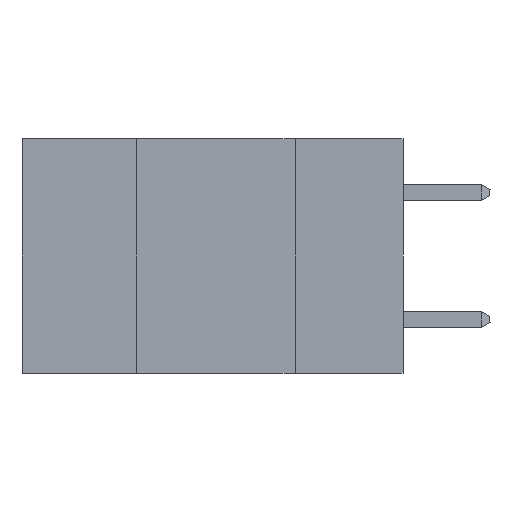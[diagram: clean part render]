
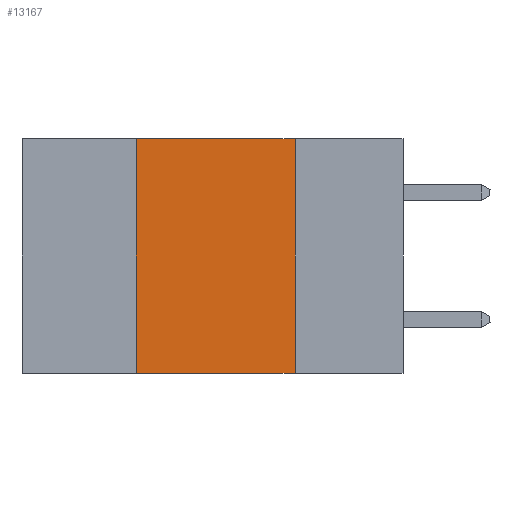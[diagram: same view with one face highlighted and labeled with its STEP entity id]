
A CAD part, left-side view. The second image highlights one B-rep face of the part: STEP entity #13167.
In plain terms, the highlighted planar face has unit normal (-1, 0, 0).
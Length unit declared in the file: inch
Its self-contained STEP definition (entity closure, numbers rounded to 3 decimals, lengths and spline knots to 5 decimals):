
#419 = EDGE_CURVE ( 'NONE', #3548, #10810, #9666, .T. ) ;
#580 = DIRECTION ( 'NONE',  ( 1., 0., 0. ) ) ;
#681 = FACE_OUTER_BOUND ( 'NONE', #3259, .T. ) ;
#1058 = ORIENTED_EDGE ( 'NONE', *, *, #7507, .F. ) ;
#1627 = VERTEX_POINT ( 'NONE', #6146 ) ;
#1700 = VECTOR ( 'NONE', #8472, 39.37008 ) ;
#2119 = VECTOR ( 'NONE', #14973, 39.37008 ) ;
#2417 = CARTESIAN_POINT ( 'NONE',  ( 0., 0.17, 0. ) ) ;
#2704 = LINE ( 'NONE', #3920, #11931 ) ;
#2922 = LINE ( 'NONE', #2417, #2119 ) ;
#3127 = CARTESIAN_POINT ( 'NONE',  ( 0., 0.6, 0. ) ) ;
#3259 = EDGE_LOOP ( 'NONE', ( #3282, #14211, #1058, #4957 ) ) ;
#3282 = ORIENTED_EDGE ( 'NONE', *, *, #7023, .F. ) ;
#3548 = VERTEX_POINT ( 'NONE', #13363 ) ;
#3920 = CARTESIAN_POINT ( 'NONE',  ( 0., 0.6, -0.37 ) ) ;
#4957 = ORIENTED_EDGE ( 'NONE', *, *, #7744, .T. ) ;
#5185 = DIRECTION ( 'NONE',  ( 0., -1., 0. ) ) ;
#5340 = DIRECTION ( 'NONE',  ( 0., -1., 0. ) ) ;
#5408 = CARTESIAN_POINT ( 'NONE',  ( 0., 0.17, -0.37 ) ) ;
#5955 = VECTOR ( 'NONE', #5340, 39.37008 ) ;
#6146 = CARTESIAN_POINT ( 'NONE',  ( 0., 0.42, -0.37 ) ) ;
#7023 = EDGE_CURVE ( 'NONE', #10810, #9708, #2922, .T. ) ;
#7227 = CARTESIAN_POINT ( 'NONE',  ( 0., 0.42, 0. ) ) ;
#7507 = EDGE_CURVE ( 'NONE', #1627, #3548, #15022, .T. ) ;
#7744 = EDGE_CURVE ( 'NONE', #1627, #9708, #2704, .T. ) ;
#8193 = PLANE ( 'NONE',  #15593 ) ;
#8467 = CARTESIAN_POINT ( 'NONE',  ( 0., 0.17, 0. ) ) ;
#8472 = DIRECTION ( 'NONE',  ( 0., 0., 1. ) ) ;
#9431 = DIRECTION ( 'NONE',  ( 0., 0., -1. ) ) ;
#9666 = LINE ( 'NONE', #9935, #5955 ) ;
#9708 = VERTEX_POINT ( 'NONE', #5408 ) ;
#9935 = CARTESIAN_POINT ( 'NONE',  ( 0., 0.6, 0. ) ) ;
#10810 = VERTEX_POINT ( 'NONE', #8467 ) ;
#11931 = VECTOR ( 'NONE', #5185, 39.37008 ) ;
#13167 = ADVANCED_FACE ( 'NONE', ( #681 ), #8193, .F. ) ;
#13363 = CARTESIAN_POINT ( 'NONE',  ( 0., 0.42, 0. ) ) ;
#14211 = ORIENTED_EDGE ( 'NONE', *, *, #419, .F. ) ;
#14973 = DIRECTION ( 'NONE',  ( 0., 0., -1. ) ) ;
#15022 = LINE ( 'NONE', #7227, #1700 ) ;
#15593 = AXIS2_PLACEMENT_3D ( 'NONE', #3127, #580, #9431 ) ;
